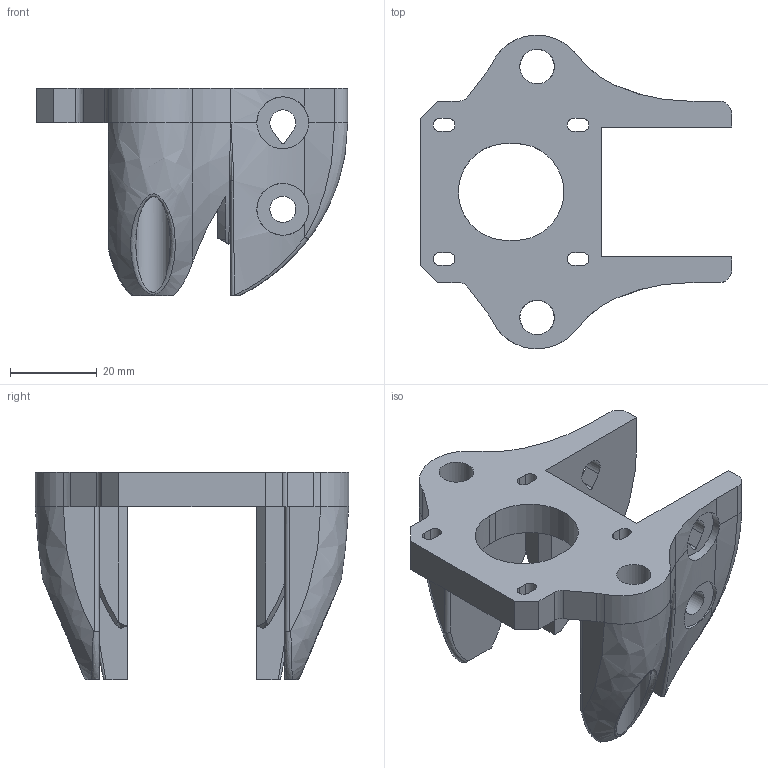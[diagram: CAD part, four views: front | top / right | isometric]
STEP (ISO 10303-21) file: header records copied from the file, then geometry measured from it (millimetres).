
FILE_DESCRIPTION(('FreeCAD Model'),'2;1');
FILE_NAME('BaseToMainBeam.step','2015-08-05T17:30:18',('Author'), (''),'Open CASCADE STEP processor 6.8','FreeCAD','Unknown');
FILE_SCHEMA(('AUTOMOTIVE_DESIGN_CC2 { 1 2 10303 214 -1 1 5 4 }'));
Length unit declared in the file: millimetre
Products named in the file (2): ASSEMBLY; BaseToMainBeam
Assembly tree (1 placements, depth 2):
  ASSEMBLY
    BaseToMainBeam
Bounding box: 72 x 72.53 x 48 mm (x, y, z)
Volume: 40386.3 mm3; surface area: 18040.2 mm2
Topology: 1 solids, 1 shells, 120 faces, 333 edges, 215 vertices
Faces by surface type: plane 48, cylinder 38, bspline 34
Full cylindrical faces by diameter (mm): 6 x2, 8 x2, 12 x4
Entity records: 29911 total; most frequent: CARTESIAN_POINT 24081, DIRECTION 828, ORIENTED_EDGE 666, PCURVE 666, DEFINITIONAL_REPRESENTATION 666, LINE 493, VECTOR 493, EDGE_CURVE 333
